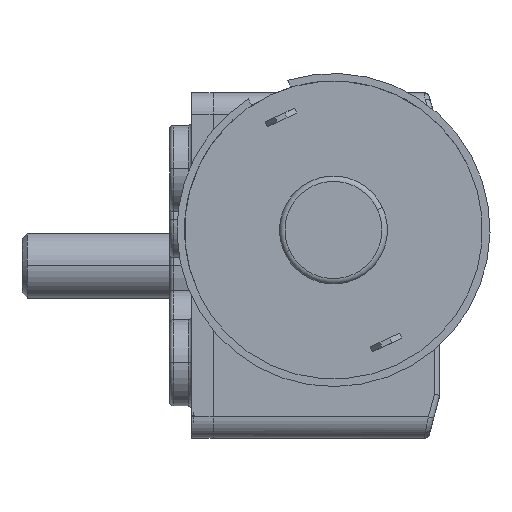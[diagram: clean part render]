
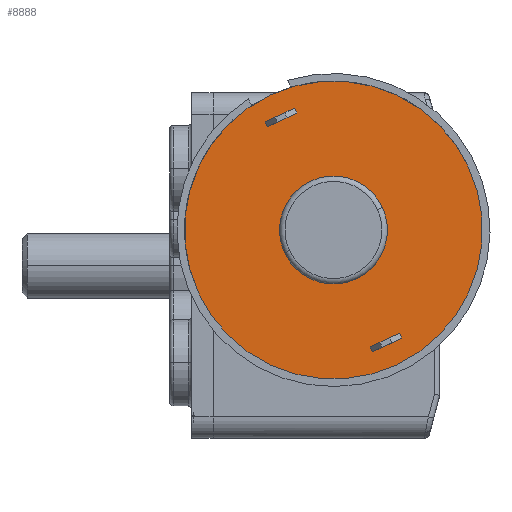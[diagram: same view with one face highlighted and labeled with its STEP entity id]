
A CAD part, left-side view. The second image highlights one B-rep face of the part: STEP entity #8888.
In plain terms, the highlighted face is planar.
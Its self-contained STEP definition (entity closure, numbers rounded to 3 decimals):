
#8109=CARTESIAN_POINT('',(0.,0.,0.));
#8110=DIRECTION('',(0.,1.,0.));
#8111=DIRECTION('',(1.,0.,0.));
#8112=AXIS2_PLACEMENT_3D('',#8109,#8110,#8111);
#8114=CARTESIAN_POINT('',(0.,0.,0.));
#8115=DIRECTION('',(0.,1.,0.));
#8116=DIRECTION('',(-1.,0.,0.));
#8117=AXIS2_PLACEMENT_3D('',#8114,#8115,#8116);
#8119=CARTESIAN_POINT('',(0.,0.,0.));
#8120=DIRECTION('',(0.,-1.,0.));
#8121=DIRECTION('',(-1.,0.,0.));
#8122=AXIS2_PLACEMENT_3D('',#8119,#8120,#8121);
#8124=CARTESIAN_POINT('',(0.,0.,0.));
#8125=DIRECTION('',(0.,-1.,0.));
#8126=DIRECTION('',(1.,0.,0.));
#8127=AXIS2_PLACEMENT_3D('',#8124,#8125,#8126);
#8129=DIRECTION('',(0.,0.,1.));
#8130=VECTOR('',#8129,0.5);
#8131=CARTESIAN_POINT('',(1.5,0.,-11.75));
#8132=LINE('',#8131,#8130);
#8133=DIRECTION('',(-1.,0.,0.));
#8134=VECTOR('',#8133,3.);
#8135=CARTESIAN_POINT('',(1.5,0.,-11.25));
#8136=LINE('',#8135,#8134);
#8137=DIRECTION('',(0.,0.,-1.));
#8138=VECTOR('',#8137,0.5);
#8139=CARTESIAN_POINT('',(-1.5,0.,-11.25));
#8140=LINE('',#8139,#8138);
#8141=DIRECTION('',(1.,0.,0.));
#8142=VECTOR('',#8141,3.);
#8143=CARTESIAN_POINT('',(-1.5,0.,-11.75));
#8144=LINE('',#8143,#8142);
#8145=DIRECTION('',(-1.,0.,0.));
#8146=VECTOR('',#8145,3.);
#8147=CARTESIAN_POINT('',(1.5,0.,11.75));
#8148=LINE('',#8147,#8146);
#8149=DIRECTION('',(0.,0.,-1.));
#8150=VECTOR('',#8149,0.5);
#8151=CARTESIAN_POINT('',(-1.5,0.,11.75));
#8152=LINE('',#8151,#8150);
#8153=DIRECTION('',(1.,0.,0.));
#8154=VECTOR('',#8153,3.);
#8155=CARTESIAN_POINT('',(-1.5,0.,11.25));
#8156=LINE('',#8155,#8154);
#8157=DIRECTION('',(0.,0.,1.));
#8158=VECTOR('',#8157,0.5);
#8159=CARTESIAN_POINT('',(1.5,0.,11.25));
#8160=LINE('',#8159,#8158);
#8683=CARTESIAN_POINT('',(13.8,0.,0.));
#8684=CARTESIAN_POINT('',(-13.8,0.,0.));
#8685=VERTEX_POINT('',#8683);
#8686=VERTEX_POINT('',#8684);
#8695=CARTESIAN_POINT('',(-5.,0.,0.));
#8696=CARTESIAN_POINT('',(5.,0.,0.));
#8697=VERTEX_POINT('',#8695);
#8698=VERTEX_POINT('',#8696);
#8771=CARTESIAN_POINT('',(1.5,0.,-11.75));
#8772=CARTESIAN_POINT('',(1.5,0.,-11.25));
#8773=VERTEX_POINT('',#8771);
#8774=VERTEX_POINT('',#8772);
#8775=CARTESIAN_POINT('',(-1.5,0.,-11.25));
#8776=VERTEX_POINT('',#8775);
#8777=CARTESIAN_POINT('',(-1.5,0.,-11.75));
#8778=VERTEX_POINT('',#8777);
#8779=CARTESIAN_POINT('',(1.5,0.,11.75));
#8780=CARTESIAN_POINT('',(-1.5,0.,11.75));
#8781=VERTEX_POINT('',#8779);
#8782=VERTEX_POINT('',#8780);
#8783=CARTESIAN_POINT('',(-1.5,0.,11.25));
#8784=VERTEX_POINT('',#8783);
#8785=CARTESIAN_POINT('',(1.5,0.,11.25));
#8786=VERTEX_POINT('',#8785);
#8851=CARTESIAN_POINT('',(0.,0.,0.));
#8852=DIRECTION('',(0.,1.,0.));
#8853=DIRECTION('',(1.,0.,0.));
#8854=AXIS2_PLACEMENT_3D('',#8851,#8852,#8853);
#8855=PLANE('',#8854);
#8857=ORIENTED_EDGE('',*,*,#8856,.T.);
#8859=ORIENTED_EDGE('',*,*,#8858,.T.);
#8860=EDGE_LOOP('',(#8857,#8859));
#8861=FACE_OUTER_BOUND('',#8860,.F.);
#8863=ORIENTED_EDGE('',*,*,#8862,.T.);
#8865=ORIENTED_EDGE('',*,*,#8864,.T.);
#8866=EDGE_LOOP('',(#8863,#8865));
#8867=FACE_BOUND('',#8866,.F.);
#8869=ORIENTED_EDGE('',*,*,#8868,.T.);
#8871=ORIENTED_EDGE('',*,*,#8870,.T.);
#8873=ORIENTED_EDGE('',*,*,#8872,.T.);
#8875=ORIENTED_EDGE('',*,*,#8874,.T.);
#8876=EDGE_LOOP('',(#8869,#8871,#8873,#8875));
#8877=FACE_BOUND('',#8876,.F.);
#8879=ORIENTED_EDGE('',*,*,#8878,.T.);
#8881=ORIENTED_EDGE('',*,*,#8880,.T.);
#8883=ORIENTED_EDGE('',*,*,#8882,.T.);
#8885=ORIENTED_EDGE('',*,*,#8884,.T.);
#8886=EDGE_LOOP('',(#8879,#8881,#8883,#8885));
#8887=FACE_BOUND('',#8886,.F.);
#8113=CIRCLE('',#8112,13.8);
#8118=CIRCLE('',#8117,13.8);
#8123=CIRCLE('',#8122,5.);
#8128=CIRCLE('',#8127,5.);
#8856=EDGE_CURVE('',#8685,#8686,#8113,.T.);
#8858=EDGE_CURVE('',#8686,#8685,#8118,.T.);
#8862=EDGE_CURVE('',#8697,#8698,#8123,.T.);
#8864=EDGE_CURVE('',#8698,#8697,#8128,.T.);
#8868=EDGE_CURVE('',#8773,#8774,#8132,.T.);
#8870=EDGE_CURVE('',#8774,#8776,#8136,.T.);
#8872=EDGE_CURVE('',#8776,#8778,#8140,.T.);
#8874=EDGE_CURVE('',#8778,#8773,#8144,.T.);
#8878=EDGE_CURVE('',#8781,#8782,#8148,.T.);
#8880=EDGE_CURVE('',#8782,#8784,#8152,.T.);
#8882=EDGE_CURVE('',#8784,#8786,#8156,.T.);
#8884=EDGE_CURVE('',#8786,#8781,#8160,.T.);
#8888=ADVANCED_FACE('',(#8861,#8867,#8877,#8887),#8855,.F.);
